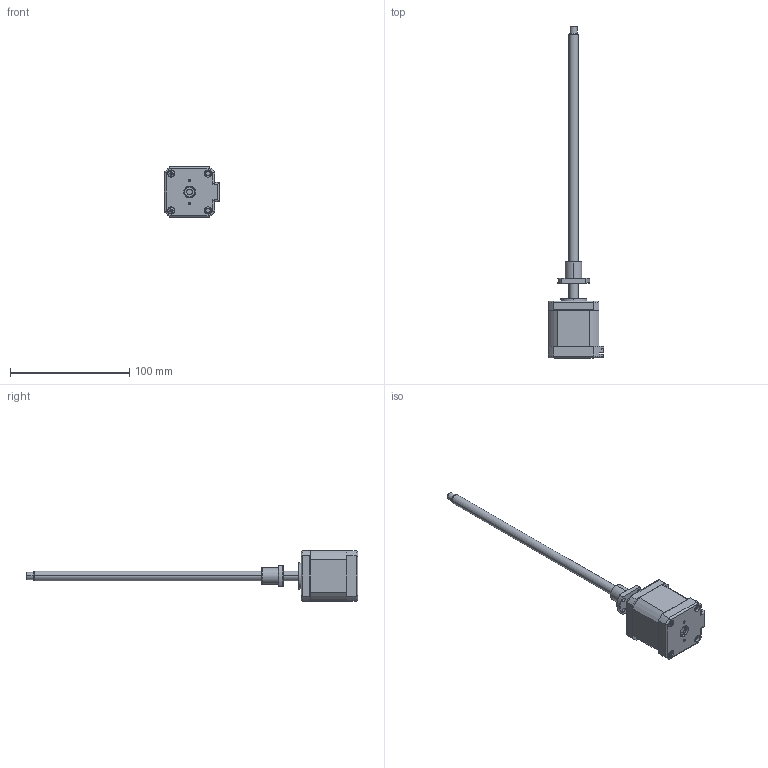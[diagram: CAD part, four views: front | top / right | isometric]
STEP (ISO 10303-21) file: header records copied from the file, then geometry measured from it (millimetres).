
FILE_DESCRIPTION (( 'STEP AP214' ), '1' );
FILE_NAME ('BE176S-B0802-225-AK1-S-200.STEP', '2023-11-29T08:45:23', ( '' ), ( '' ), 'SwSTEP 2.0', 'SolidWorks 2018', '' );
FILE_SCHEMA (( 'AUTOMOTIVE_DESIGN' ));
Length unit declared in the file: millimetre
Products named in the file (1): BE176S-B0802-225-AK1-S-200
Bounding box: 46.2 x 278.8 x 42.2 mm (x, y, z)
Volume: 85934.6 mm3; surface area: 34952.1 mm2
Topology: 7 solids, 13 shells, 665 faces, 1692 edges, 1088 vertices
Faces by surface type: plane 337, cylinder 222, cone 62, torus 34, bspline 6, sphere 4
Entity records: 34199 total; most frequent: CARTESIAN_POINT 10586, ORIENTED_EDGE 3384, DIRECTION 3364, EDGE_CURVE 1692, AXIS2_PLACEMENT_3D 1180, VERTEX_POINT 1088, VECTOR 1004, LINE 1004
